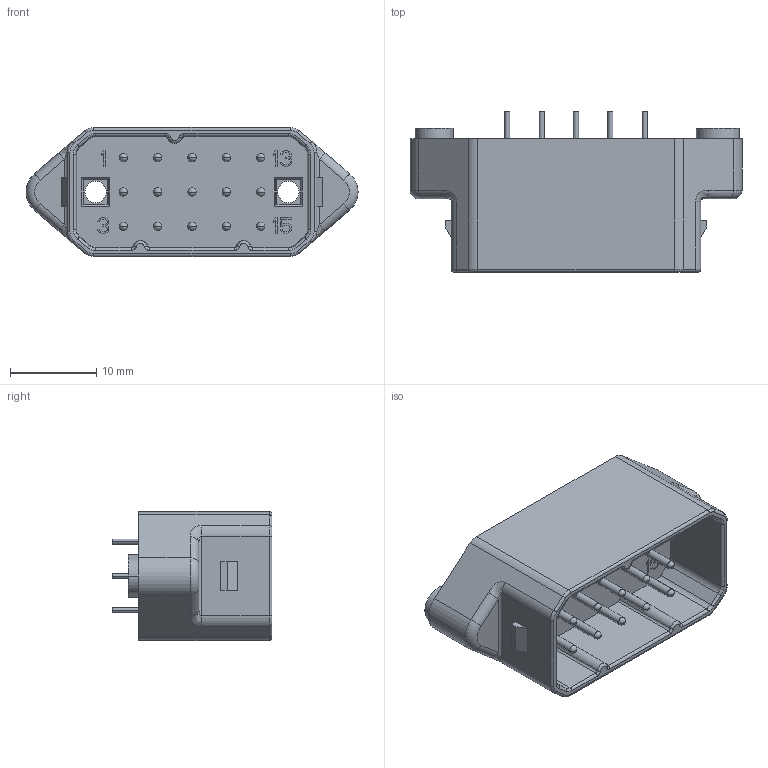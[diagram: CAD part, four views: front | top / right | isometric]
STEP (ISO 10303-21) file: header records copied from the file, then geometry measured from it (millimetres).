
FILE_DESCRIPTION((''),'2;1');
FILE_NAME('ZL-015-MA','2022-06-29T',('cc.ye'),(''),'PRO/ENGINEER BY PARAMETRIC TECHNOLOGY CORPORATION, 2010280','PRO/ENGINEER BY PARAMETRIC TECHNOLOGY CORPORATION, 2010280','');
FILE_SCHEMA(('AUTOMOTIVE_DESIGN { 1 0 10303 214 1 1 1 1 }'));
Length unit declared in the file: millimetre
Products named in the file (1): ZL-015-MA
Bounding box: 38.6 x 18.6 x 15 mm (x, y, z)
Volume: 3938.4 mm3; surface area: 3892.1 mm2
Topology: 1 solids, 3 shells, 527 faces, 1365 edges, 861 vertices
Faces by surface type: plane 300, cylinder 141, bspline 32, sphere 30, torus 13, cone 11
Entity records: 20986 total; most frequent: CARTESIAN_POINT 4758, ORIENTED_EDGE 2670, DIRECTION 2484, EDGE_CURVE 1335, VECTOR 908, LINE 908, VERTEX_POINT 861, AXIS2_PLACEMENT_3D 788
